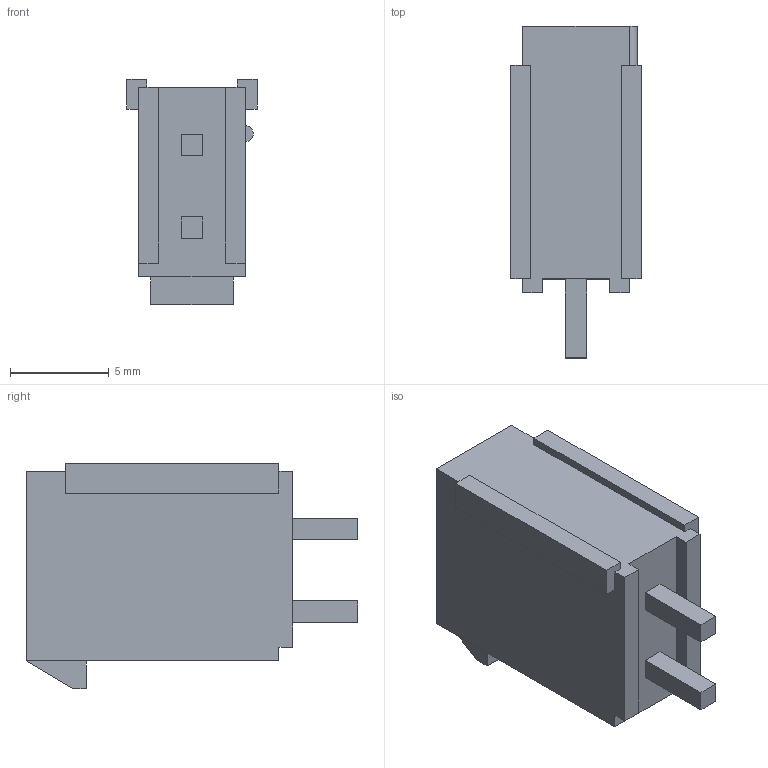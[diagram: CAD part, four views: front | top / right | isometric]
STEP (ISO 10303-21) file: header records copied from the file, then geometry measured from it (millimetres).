
FILE_DESCRIPTION (( 'STEP AP214' ), '1' );
FILE_NAME ('037024CD-C54B-46F2-B6F5-726147A5FE4F.STEP', '2024-10-05T11:21:18', ( '' ), ( '' ), 'SwSTEP 2.0', 'SolidWorks 2022', '' );
FILE_SCHEMA (( 'AUTOMOTIVE_DESIGN' ));
Length unit declared in the file: millimetre
Products named in the file (1): 037024CD-C54B-46F2-B6F5-726147A5FE4F
Bounding box: 6.6 x 16.8 x 11.4 mm (x, y, z)
Volume: 504.4 mm3; surface area: 915.1 mm2
Topology: 1 solids, 1 shells, 64 faces, 166 edges, 110 vertices
Faces by surface type: plane 62, cylinder 2
Entity records: 1952 total; most frequent: CARTESIAN_POINT 341, ORIENTED_EDGE 332, DIRECTION 300, EDGE_CURVE 166, LINE 162, VECTOR 162, VERTEX_POINT 110, EDGE_LOOP 70
